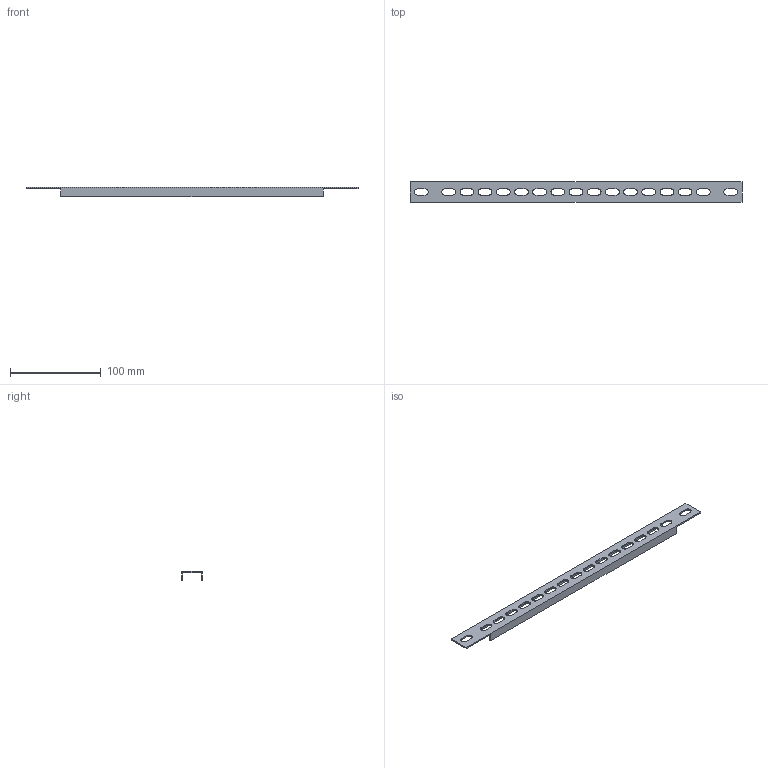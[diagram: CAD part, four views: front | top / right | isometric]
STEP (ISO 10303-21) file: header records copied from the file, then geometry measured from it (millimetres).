
FILE_DESCRIPTION (( 'STEP AP214' ), '1' );
FILE_NAME ('YKM40-P-365 砑鳧罻 365 TITAN (膰斀. 2欙.).STEP', '2016-09-22T09:10:05', ( 'user' ), ( '' ), 'SwSTEP 2.0', 'SolidWorks 2014', '' );
FILE_SCHEMA (( 'AUTOMOTIVE_DESIGN' ));
Length unit declared in the file: millimetre
Products named in the file (1): YKM40-P-365 砑鳧罻 365 TITAN (膰斀. 2欙.)
Bounding box: 365 x 23 x 10 mm (x, y, z)
Volume: 17552.6 mm3; surface area: 25587.3 mm2
Topology: 1 solids, 1 shells, 99 faces, 291 edges, 194 vertices
Faces by surface type: cylinder 51, plane 48
Entity records: 3429 total; most frequent: DIRECTION 593, CARTESIAN_POINT 585, ORIENTED_EDGE 582, EDGE_CURVE 291, AXIS2_PLACEMENT_3D 202, VERTEX_POINT 194, LINE 189, VECTOR 189
